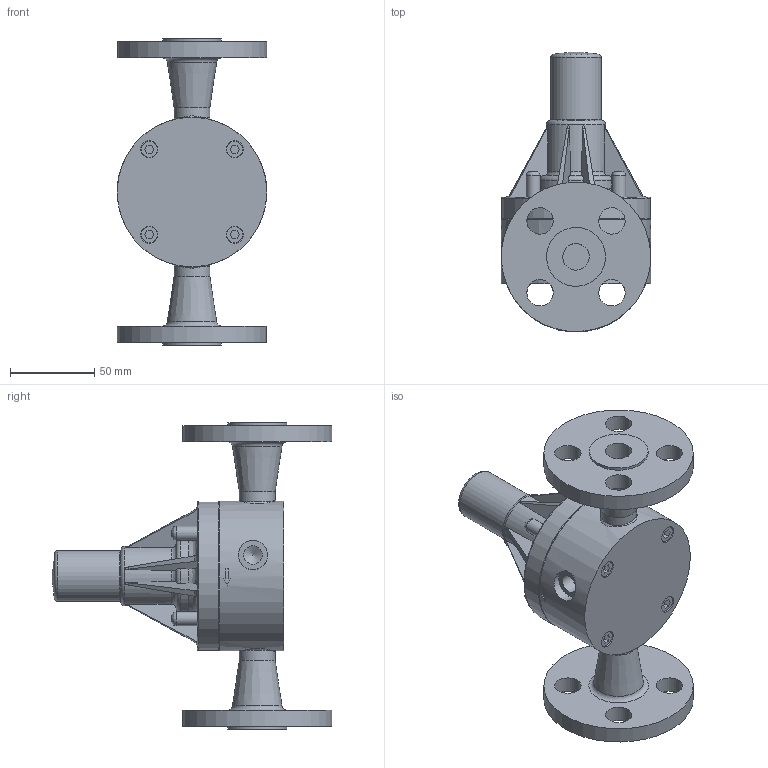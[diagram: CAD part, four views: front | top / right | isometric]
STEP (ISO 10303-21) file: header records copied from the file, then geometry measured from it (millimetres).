
FILE_DESCRIPTION((''),'2;1');
FILE_NAME('ECO-55E-SS_R1.stp','2019-04-12T13:35:56',('Engineering'),(''),'Autodesk Inventor 2009','Autodesk Inventor 2009','');
FILE_SCHEMA(('AUTOMOTIVE_DESIGN { 1 0 10303 214 1 1 1 1 }'));
Length unit declared in the file: inch
Products named in the file (1): ECO-55E-SS_R1
Bounding box: 88.9 x 166.28 x 182.09 mm (x, y, z)
Volume: 533797.4 mm3; surface area: 93068.1 mm2
Topology: 1 solids, 9 shells, 247 faces, 573 edges, 378 vertices
Faces by surface type: plane 106, cylinder 69, bspline 44, torus 19, cone 9
Full cylindrical faces by diameter (mm): 5.842 x4, 6.198 x4, 6.502 x4, 6.528 x4, 8.382 x4, 9.525 x4, 10.16 x4, 10.947 x2, 15.748 x8, 15.799 x2, 21.336 x2, 29.972 x1, 35.052 x2, 35.56 x1, 88.9 x4
Entity records: 8194 total; most frequent: CARTESIAN_POINT 2780, DIRECTION 1042, ORIENTED_EDGE 974, EDGE_CURVE 487, AXIS2_PLACEMENT_3D 445, EDGE_LOOP 376, VERTEX_POINT 363, FACE_OUTER_BOUND 247
